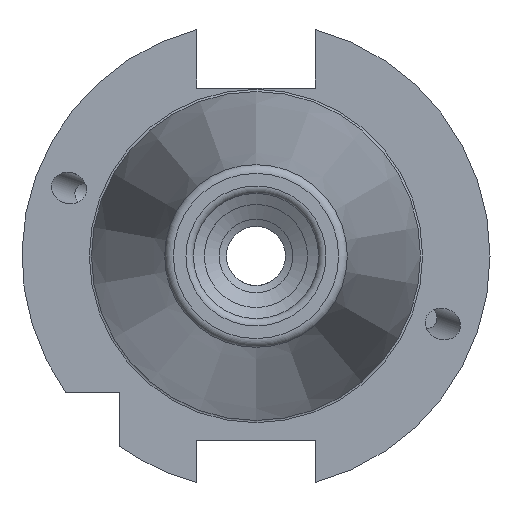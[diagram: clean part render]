
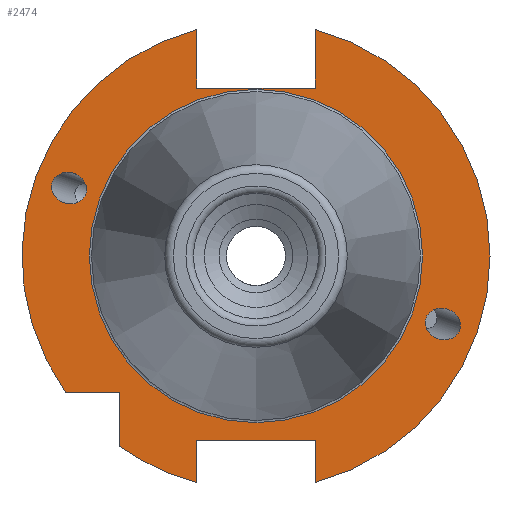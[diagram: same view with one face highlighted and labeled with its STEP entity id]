
A CAD part, left-side view. The second image highlights one B-rep face of the part: STEP entity #2474.
In plain terms, the highlighted planar face has unit normal (-1, 0, 0).
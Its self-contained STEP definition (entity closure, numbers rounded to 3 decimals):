
#614=CARTESIAN_POINT('',(3.2,-23.093,-8.405));
#615=VERTEX_POINT('',#614);
#616=CARTESIAN_POINT('',(3.2,-25.372,-9.235));
#617=DIRECTION('',(1.0,0.0,0.0));
#618=DIRECTION('',(0.0,-0.94,-0.342));
#619=AXIS2_PLACEMENT_3D('',#616,#617,#618);
#620=ELLIPSE('',#619,2.425,2.1);
#621=EDGE_CURVE('',#615,#615,#620,.T.);
#651=CARTESIAN_POINT('',(3.2,23.093,8.405));
#652=VERTEX_POINT('',#651);
#653=CARTESIAN_POINT('',(3.2,25.372,9.235));
#654=DIRECTION('',(1.0,0.0,0.0));
#655=DIRECTION('',(0.0,0.94,0.342));
#656=AXIS2_PLACEMENT_3D('',#653,#654,#655);
#657=ELLIPSE('',#656,2.425,2.1);
#658=EDGE_CURVE('',#652,#652,#657,.T.);
#1603=CARTESIAN_POINT('',(3.2,18.5,-18.5));
#1604=VERTEX_POINT('',#1603);
#1605=CARTESIAN_POINT('',(3.2,18.5,-25.834));
#1606=VERTEX_POINT('',#1605);
#1607=CARTESIAN_POINT('',(3.2,18.5,-18.5));
#1608=DIRECTION('',(0.0,0.0,-1.0));
#1609=VECTOR('',#1608,7.334);
#1610=LINE('',#1607,#1609);
#1611=EDGE_CURVE('',#1604,#1606,#1610,.T.);
#1726=CARTESIAN_POINT('',(3.2,25.834,-18.5));
#1727=VERTEX_POINT('',#1726);
#1728=CARTESIAN_POINT('',(3.2,25.834,-18.5));
#1729=DIRECTION('',(0.0,-1.0,0.0));
#1730=VECTOR('',#1729,7.334);
#1731=LINE('',#1728,#1730);
#1732=EDGE_CURVE('',#1727,#1604,#1731,.T.);
#1827=CARTESIAN_POINT('',(3.2,8.05,30.738));
#1828=VERTEX_POINT('',#1827);
#1829=CARTESIAN_POINT('',(3.2,0.0,0.));
#1830=DIRECTION('',(-1.0,0.0,0.));
#1831=DIRECTION('',(0.,0.0,1.0));
#1832=AXIS2_PLACEMENT_3D('',#1829,#1830,#1831);
#1833=CIRCLE('',#1832,31.775);
#1834=EDGE_CURVE('',#1828,#1727,#1833,.T.);
#2222=CARTESIAN_POINT('',(3.2,8.05,-25.0));
#2223=VERTEX_POINT('',#2222);
#2230=CARTESIAN_POINT('',(3.2,8.05,-30.738));
#2231=VERTEX_POINT('',#2230);
#2232=CARTESIAN_POINT('',(3.2,8.05,-30.738));
#2233=DIRECTION('',(0.0,0.0,1.0));
#2234=VECTOR('',#2233,5.738);
#2235=LINE('',#2232,#2234);
#2236=EDGE_CURVE('',#2231,#2223,#2235,.T.);
#2286=CARTESIAN_POINT('',(3.2,-8.05,-30.738));
#2287=VERTEX_POINT('',#2286);
#2294=CARTESIAN_POINT('',(3.2,-8.05,-25.0));
#2295=VERTEX_POINT('',#2294);
#2296=CARTESIAN_POINT('',(3.2,-8.05,-25.0));
#2297=DIRECTION('',(0.0,0.0,-1.0));
#2298=VECTOR('',#2297,5.738);
#2299=LINE('',#2296,#2298);
#2300=EDGE_CURVE('',#2295,#2287,#2299,.T.);
#2319=CARTESIAN_POINT('',(3.2,8.05,-25.0));
#2320=DIRECTION('',(0.0,-1.0,0.0));
#2321=VECTOR('',#2320,16.1);
#2322=LINE('',#2319,#2321);
#2323=EDGE_CURVE('',#2223,#2295,#2322,.T.);
#2406=CARTESIAN_POINT('',(3.2,0.0,27.233));
#2407=DIRECTION('',(-1.0,0.0,0.0));
#2408=DIRECTION('',(0.0,0.0,1.0));
#2409=AXIS2_PLACEMENT_3D('',#2406,#2407,#2408);
#2410=PLANE('',#2409);
#2411=ORIENTED_EDGE('',*,*,#1611,.T.);
#2412=CARTESIAN_POINT('',(3.2,0.0,0.));
#2413=DIRECTION('',(-1.0,0.0,0.));
#2414=DIRECTION('',(0.,0.0,1.0));
#2415=AXIS2_PLACEMENT_3D('',#2412,#2413,#2414);
#2416=CIRCLE('',#2415,31.775);
#2417=EDGE_CURVE('',#1606,#2231,#2416,.T.);
#2418=ORIENTED_EDGE('',*,*,#2417,.T.);
#2419=ORIENTED_EDGE('',*,*,#2236,.T.);
#2420=ORIENTED_EDGE('',*,*,#2323,.T.);
#2421=ORIENTED_EDGE('',*,*,#2300,.T.);
#2422=CARTESIAN_POINT('',(3.2,-8.05,30.738));
#2423=VERTEX_POINT('',#2422);
#2424=CARTESIAN_POINT('',(3.2,0.0,0.));
#2425=DIRECTION('',(-1.0,0.0,0.));
#2426=DIRECTION('',(0.,0.0,1.0));
#2427=AXIS2_PLACEMENT_3D('',#2424,#2425,#2426);
#2428=CIRCLE('',#2427,31.775);
#2429=EDGE_CURVE('',#2287,#2423,#2428,.T.);
#2430=ORIENTED_EDGE('',*,*,#2429,.T.);
#2431=CARTESIAN_POINT('',(3.2,-8.05,22.8));
#2432=VERTEX_POINT('',#2431);
#2433=CARTESIAN_POINT('',(3.2,-8.05,30.738));
#2434=DIRECTION('',(0.0,0.0,-1.0));
#2435=VECTOR('',#2434,7.938);
#2436=LINE('',#2433,#2435);
#2437=EDGE_CURVE('',#2423,#2432,#2436,.T.);
#2438=ORIENTED_EDGE('',*,*,#2437,.T.);
#2439=CARTESIAN_POINT('',(3.2,8.05,22.8));
#2440=VERTEX_POINT('',#2439);
#2441=CARTESIAN_POINT('',(3.2,-8.05,22.8));
#2442=DIRECTION('',(0.0,1.0,0.0));
#2443=VECTOR('',#2442,16.1);
#2444=LINE('',#2441,#2443);
#2445=EDGE_CURVE('',#2432,#2440,#2444,.T.);
#2446=ORIENTED_EDGE('',*,*,#2445,.T.);
#2447=CARTESIAN_POINT('',(3.2,8.05,22.8));
#2448=DIRECTION('',(0.0,0.0,1.0));
#2449=VECTOR('',#2448,7.938);
#2450=LINE('',#2447,#2449);
#2451=EDGE_CURVE('',#2440,#1828,#2450,.T.);
#2452=ORIENTED_EDGE('',*,*,#2451,.T.);
#2453=ORIENTED_EDGE('',*,*,#1834,.T.);
#2454=ORIENTED_EDGE('',*,*,#1732,.T.);
#2455=EDGE_LOOP('',(#2411,#2418,#2419,#2420,#2421,#2430,#2438,#2446,#2452,#2453,#2454));
#2456=FACE_OUTER_BOUND('',#2455,.T.);
#2457=ORIENTED_EDGE('',*,*,#621,.T.);
#2458=EDGE_LOOP('',(#2457));
#2459=FACE_BOUND('',#2458,.T.);
#2460=ORIENTED_EDGE('',*,*,#658,.T.);
#2461=EDGE_LOOP('',(#2460));
#2462=FACE_BOUND('',#2461,.T.);
#2463=CARTESIAN_POINT('',(3.2,22.625,0.0));
#2464=VERTEX_POINT('',#2463);
#2465=CARTESIAN_POINT('',(3.2,0.0,0.0));
#2466=DIRECTION('',(-1.0,0.0,0.0));
#2467=DIRECTION('',(0.0,1.0,0.0));
#2468=AXIS2_PLACEMENT_3D('',#2465,#2466,#2467);
#2469=CIRCLE('',#2468,22.625);
#2470=EDGE_CURVE('',#2464,#2464,#2469,.T.);
#2471=ORIENTED_EDGE('',*,*,#2470,.F.);
#2472=EDGE_LOOP('',(#2471));
#2473=FACE_BOUND('',#2472,.T.);
#2474=ADVANCED_FACE('',(#2456,#2459,#2462,#2473),#2410,.T.);
